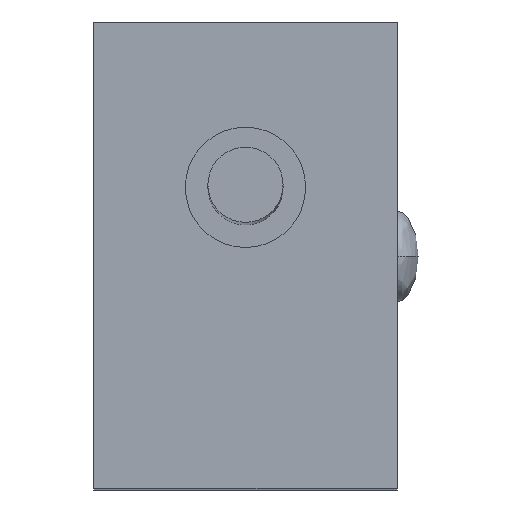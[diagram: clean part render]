
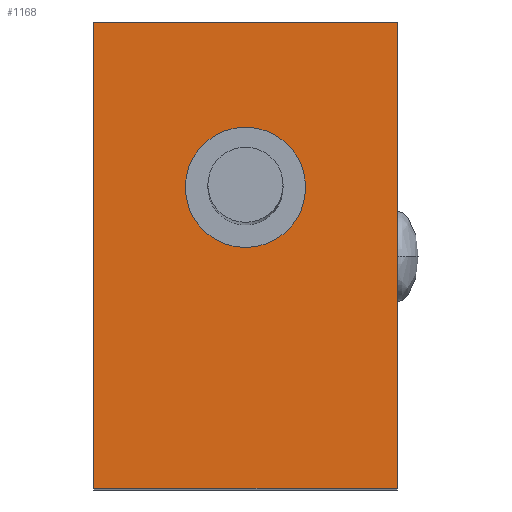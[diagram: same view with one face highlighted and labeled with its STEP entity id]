
A CAD part, top view. The second image highlights one B-rep face of the part: STEP entity #1168.
In plain terms, the highlighted planar face has unit normal (0, 0, 1).
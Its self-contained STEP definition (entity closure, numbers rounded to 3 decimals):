
#50 = EDGE_CURVE ( 'NONE', #494, #3937, #2652, .T. ) ;
#53 = LINE ( 'NONE', #653, #4354 ) ;
#114 = FACE_BOUND ( 'NONE', #1725, .T. ) ;
#281 = CARTESIAN_POINT ( 'NONE',  ( 0., 2.25, 71. ) ) ;
#350 = ORIENTED_EDGE ( 'NONE', *, *, #830, .T. ) ;
#370 = DIRECTION ( 'NONE',  ( 1., 0., 0. ) ) ;
#462 = DIRECTION ( 'NONE',  ( 0., 0., 1. ) ) ;
#494 = VERTEX_POINT ( 'NONE', #2654 ) ;
#498 = CARTESIAN_POINT ( 'NONE',  ( -5.05, 0., 71. ) ) ;
#505 = PLANE ( 'NONE',  #2195 ) ;
#512 = EDGE_CURVE ( 'NONE', #1420, #1000, #3775, .T. ) ;
#653 = CARTESIAN_POINT ( 'NONE',  ( 0., -7.75, 71. ) ) ;
#695 = EDGE_CURVE ( 'NONE', #5179, #1000, #4331, .T. ) ;
#746 = DIRECTION ( 'NONE',  ( 1., 0., 0. ) ) ;
#765 = CARTESIAN_POINT ( 'NONE',  ( 0., 2.25, 71. ) ) ;
#796 = EDGE_LOOP ( 'NONE', ( #350, #5289, #2626, #1698 ) ) ;
#830 = EDGE_CURVE ( 'NONE', #4527, #5179, #53, .T. ) ;
#1000 = VERTEX_POINT ( 'NONE', #4857 ) ;
#1075 = AXIS2_PLACEMENT_3D ( 'NONE', #281, #3463, #746 ) ;
#1168 = ADVANCED_FACE ( 'NONE', ( #114, #1851 ), #505, .T. ) ;
#1175 = VECTOR ( 'NONE', #2330, 1000. ) ;
#1233 = DIRECTION ( 'NONE',  ( 0., 0., 1. ) ) ;
#1396 = CARTESIAN_POINT ( 'NONE',  ( -5.05, 7.75, 71. ) ) ;
#1420 = VERTEX_POINT ( 'NONE', #1396 ) ;
#1593 = ORIENTED_EDGE ( 'NONE', *, *, #50, .F. ) ;
#1696 = ORIENTED_EDGE ( 'NONE', *, *, #3807, .F. ) ;
#1698 = ORIENTED_EDGE ( 'NONE', *, *, #4624, .F. ) ;
#1725 = EDGE_LOOP ( 'NONE', ( #1696, #1593 ) ) ;
#1851 = FACE_OUTER_BOUND ( 'NONE', #796, .T. ) ;
#1877 = CARTESIAN_POINT ( 'NONE',  ( 0., 0., 71. ) ) ;
#2129 = DIRECTION ( 'NONE',  ( 1., 0., 0. ) ) ;
#2166 = VECTOR ( 'NONE', #370, 1000. ) ;
#2195 = AXIS2_PLACEMENT_3D ( 'NONE', #1877, #462, #3202 ) ;
#2210 = CARTESIAN_POINT ( 'NONE',  ( 0., 7.75, 71. ) ) ;
#2216 = CARTESIAN_POINT ( 'NONE',  ( -5.05, -7.75, 71. ) ) ;
#2323 = CARTESIAN_POINT ( 'NONE',  ( 5.05, 0., 71. ) ) ;
#2330 = DIRECTION ( 'NONE',  ( 0., 1., 0. ) ) ;
#2360 = LINE ( 'NONE', #498, #1175 ) ;
#2498 = DIRECTION ( 'NONE',  ( 1., 0., 0. ) ) ;
#2626 = ORIENTED_EDGE ( 'NONE', *, *, #512, .F. ) ;
#2652 = CIRCLE ( 'NONE', #1075, 2. ) ;
#2654 = CARTESIAN_POINT ( 'NONE',  ( 2., 2.25, 71. ) ) ;
#3147 = VECTOR ( 'NONE', #4935, 1000. ) ;
#3161 = CARTESIAN_POINT ( 'NONE',  ( 5.05, -7.75, 71. ) ) ;
#3202 = DIRECTION ( 'NONE',  ( 1., 0., 0. ) ) ;
#3463 = DIRECTION ( 'NONE',  ( 0., 0., 1. ) ) ;
#3775 = LINE ( 'NONE', #2210, #2166 ) ;
#3807 = EDGE_CURVE ( 'NONE', #3937, #494, #5498, .T. ) ;
#3885 = AXIS2_PLACEMENT_3D ( 'NONE', #765, #1233, #2129 ) ;
#3937 = VERTEX_POINT ( 'NONE', #5676 ) ;
#4331 = LINE ( 'NONE', #2323, #3147 ) ;
#4354 = VECTOR ( 'NONE', #2498, 1000. ) ;
#4527 = VERTEX_POINT ( 'NONE', #2216 ) ;
#4624 = EDGE_CURVE ( 'NONE', #4527, #1420, #2360, .T. ) ;
#4857 = CARTESIAN_POINT ( 'NONE',  ( 5.05, 7.75, 71. ) ) ;
#4935 = DIRECTION ( 'NONE',  ( 0., 1., 0. ) ) ;
#5179 = VERTEX_POINT ( 'NONE', #3161 ) ;
#5289 = ORIENTED_EDGE ( 'NONE', *, *, #695, .T. ) ;
#5498 = CIRCLE ( 'NONE', #3885, 2. ) ;
#5676 = CARTESIAN_POINT ( 'NONE',  ( -2., 2.25, 71. ) ) ;
